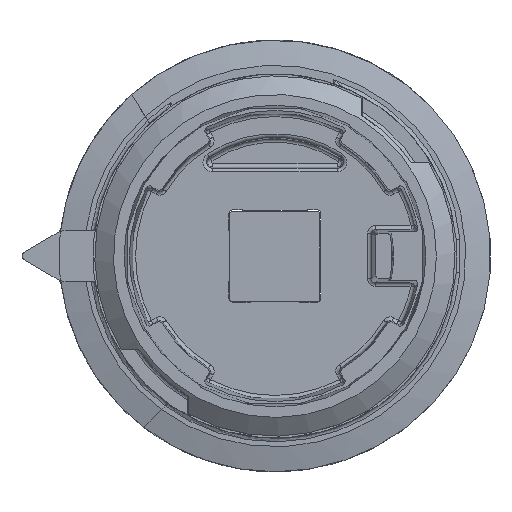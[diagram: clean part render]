
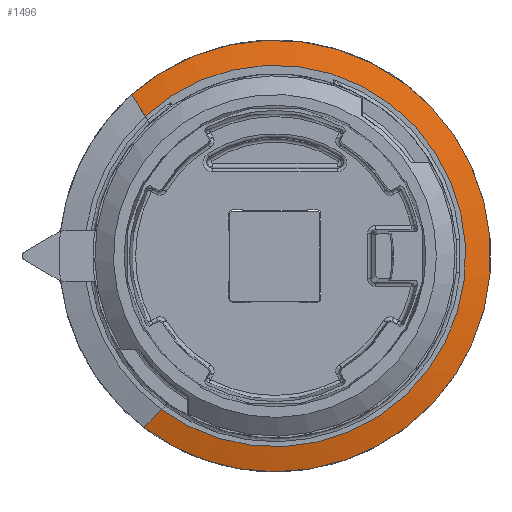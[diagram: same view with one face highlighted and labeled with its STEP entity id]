
A CAD part, left-side view. The second image highlights one B-rep face of the part: STEP entity #1496.
In plain terms, the highlighted conical face has half-angle 75.964 degrees and reference radius 28.75 mm.
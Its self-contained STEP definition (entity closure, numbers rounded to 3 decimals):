
#480=CONICAL_SURFACE('',#8500,28.75,75.964);
#1496=ADVANCED_FACE('',(#2062),#480,.T.);
#2062=FACE_OUTER_BOUND('',#2558,.T.);
#2558=EDGE_LOOP('',(#3749,#3750,#3751,#3752,#3753,#3754,#3755,#3756));
#3081=B_SPLINE_CURVE_WITH_KNOTS('',3,(#12097,#12098,#12099,#12100),
 .UNSPECIFIED.,.F.,.F.,(4,4),(0.,1.),.UNSPECIFIED.);
#3118=B_SPLINE_CURVE_WITH_KNOTS('',3,(#12714,#12715,#12716,#12717),
 .UNSPECIFIED.,.F.,.F.,(4,4),(0.,1.),.UNSPECIFIED.);
#3119=B_SPLINE_CURVE_WITH_KNOTS('',3,(#12719,#12720,#12721,#12722),
 .UNSPECIFIED.,.F.,.F.,(4,4),(0.,1.),.UNSPECIFIED.);
#3120=B_SPLINE_CURVE_WITH_KNOTS('',3,(#12726,#12727,#12728,#12729),
 .UNSPECIFIED.,.F.,.F.,(4,4),(0.,1.),.UNSPECIFIED.);
#3121=B_SPLINE_CURVE_WITH_KNOTS('',3,(#12730,#12731,#12732,#12733),
 .UNSPECIFIED.,.F.,.F.,(4,4),(0.,1.),.UNSPECIFIED.);
#3749=ORIENTED_EDGE('',*,*,#6892,.F.);
#3750=ORIENTED_EDGE('',*,*,#6888,.F.);
#3751=ORIENTED_EDGE('',*,*,#6893,.F.);
#3752=ORIENTED_EDGE('',*,*,#6894,.F.);
#3753=ORIENTED_EDGE('',*,*,#6895,.T.);
#3754=ORIENTED_EDGE('',*,*,#6759,.T.);
#3755=ORIENTED_EDGE('',*,*,#6896,.T.);
#3756=ORIENTED_EDGE('',*,*,#6897,.F.);
#5939=VERTEX_POINT('',#12096);
#5940=VERTEX_POINT('',#12101);
#6062=VERTEX_POINT('',#12706);
#6063=VERTEX_POINT('',#12708);
#6065=VERTEX_POINT('',#12718);
#6066=VERTEX_POINT('',#12723);
#6067=VERTEX_POINT('',#12725);
#6068=VERTEX_POINT('',#12734);
#6759=EDGE_CURVE('',#5940,#5939,#3081,.T.);
#6888=EDGE_CURVE('',#6062,#6063,#7981,.T.);
#6892=EDGE_CURVE('',#6063,#6065,#3118,.T.);
#6893=EDGE_CURVE('',#6066,#6062,#3119,.T.);
#6894=EDGE_CURVE('',#6067,#6066,#7983,.T.);
#6895=EDGE_CURVE('',#6067,#5940,#3120,.T.);
#6896=EDGE_CURVE('',#5939,#6068,#3121,.T.);
#6897=EDGE_CURVE('',#6065,#6068,#7984,.T.);
#7981=CIRCLE('',#8495,25.417);
#7983=CIRCLE('',#8498,28.75);
#7984=CIRCLE('',#8499,28.75);
#8495=AXIS2_PLACEMENT_3D('',#12707,#9654,#9655);
#8498=AXIS2_PLACEMENT_3D('',#12724,#9662,#9663);
#8499=AXIS2_PLACEMENT_3D('',#12735,#9664,#9665);
#8500=AXIS2_PLACEMENT_3D('',#12736,#9666,#9667);
#9654=DIRECTION('',(-1.,0.,0.));
#9655=DIRECTION('',(0.,1.,0.));
#9662=DIRECTION('',(1.,0.,0.));
#9663=DIRECTION('',(0.,1.,0.));
#9664=DIRECTION('',(1.,0.,0.));
#9665=DIRECTION('',(0.,1.,0.));
#9666=DIRECTION('',(1.,0.,0.));
#9667=DIRECTION('',(0.,-1.,0.));
#12096=CARTESIAN_POINT('',(-9.348,-14.773,83.485));
#12097=CARTESIAN_POINT('',(-9.348,-14.773,78.782));
#12098=CARTESIAN_POINT('',(-9.38,-14.773,80.349));
#12099=CARTESIAN_POINT('',(-9.38,-14.773,81.918));
#12100=CARTESIAN_POINT('',(-9.348,-14.773,83.485));
#12101=CARTESIAN_POINT('',(-9.348,-14.773,78.782));
#12706=CARTESIAN_POINT('',(-10.18,29.101,60.78));
#12707=CARTESIAN_POINT('',(-10.18,13.878,81.133));
#12708=CARTESIAN_POINT('',(-10.18,31.175,99.756));
#12714=CARTESIAN_POINT('',(-10.18,31.175,99.756));
#12715=CARTESIAN_POINT('',(-9.903,31.773,100.714));
#12716=CARTESIAN_POINT('',(-9.625,32.371,101.671));
#12717=CARTESIAN_POINT('',(-9.347,32.97,102.629));
#12718=CARTESIAN_POINT('',(-9.347,32.97,102.629));
#12719=CARTESIAN_POINT('',(-9.347,31.491,58.411));
#12720=CARTESIAN_POINT('',(-9.625,30.695,59.2));
#12721=CARTESIAN_POINT('',(-9.903,29.898,59.99));
#12722=CARTESIAN_POINT('',(-10.18,29.101,60.78));
#12723=CARTESIAN_POINT('',(-9.347,31.491,58.411));
#12724=CARTESIAN_POINT('',(-9.347,13.878,81.133));
#12725=CARTESIAN_POINT('',(-9.347,-14.769,78.697));
#12726=CARTESIAN_POINT('',(-9.347,-14.769,78.697));
#12727=CARTESIAN_POINT('',(-9.347,-14.771,78.725));
#12728=CARTESIAN_POINT('',(-9.347,-14.773,78.753));
#12729=CARTESIAN_POINT('',(-9.348,-14.773,78.782));
#12730=CARTESIAN_POINT('',(-9.348,-14.773,83.485));
#12731=CARTESIAN_POINT('',(-9.347,-14.773,83.513));
#12732=CARTESIAN_POINT('',(-9.347,-14.771,83.542));
#12733=CARTESIAN_POINT('',(-9.347,-14.769,83.57));
#12734=CARTESIAN_POINT('',(-9.347,-14.769,83.57));
#12735=CARTESIAN_POINT('',(-9.347,13.878,81.133));
#12736=CARTESIAN_POINT('',(-9.347,13.878,81.133));
